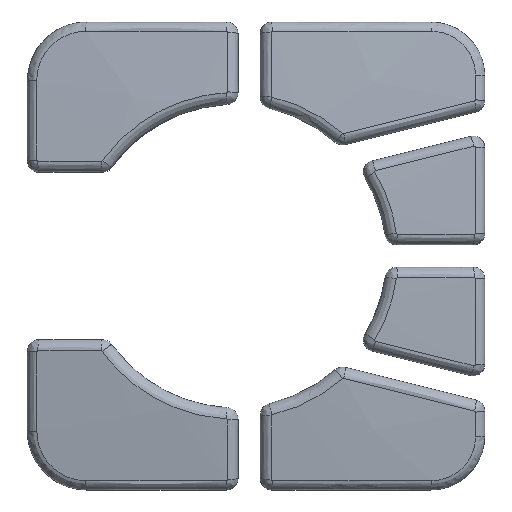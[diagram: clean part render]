
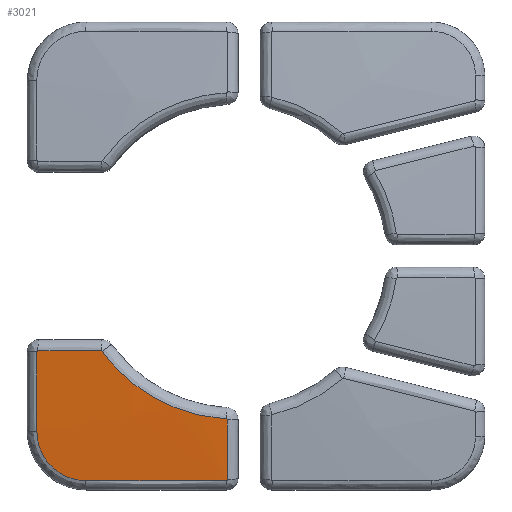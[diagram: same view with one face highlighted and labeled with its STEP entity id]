
A CAD part, top view. The second image highlights one B-rep face of the part: STEP entity #3021.
In plain terms, the highlighted spherical face has radius 375 mm.
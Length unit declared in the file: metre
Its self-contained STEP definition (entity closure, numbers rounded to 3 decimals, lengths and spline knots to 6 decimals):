
#128=SPHERICAL_SURFACE('',#3355,0.375);
#398=B_SPLINE_CURVE_WITH_KNOTS('',3,(#6084,#6085,#6086,#6087),
 .UNSPECIFIED.,.F.,.F.,(4,4),(0.,1.),.UNSPECIFIED.);
#399=B_SPLINE_CURVE_WITH_KNOTS('',3,(#6090,#6091,#6092,#6093),
 .UNSPECIFIED.,.F.,.F.,(4,4),(0.,1.),.UNSPECIFIED.);
#400=B_SPLINE_CURVE_WITH_KNOTS('',3,(#6095,#6096,#6097,#6098),
 .UNSPECIFIED.,.F.,.F.,(4,4),(0.,1.),.UNSPECIFIED.);
#401=B_SPLINE_CURVE_WITH_KNOTS('',3,(#6100,#6101,#6102,#6103),
 .UNSPECIFIED.,.F.,.F.,(4,4),(0.,1.),.UNSPECIFIED.);
#402=B_SPLINE_CURVE_WITH_KNOTS('',3,(#6105,#6106,#6107,#6108,#6109,#6110,
#6111),.UNSPECIFIED.,.F.,.F.,(4,1,1,1,4),(0.,0.25,0.5,0.75,1.),
 .UNSPECIFIED.);
#403=B_SPLINE_CURVE_WITH_KNOTS('',3,(#6113,#6114,#6115,#6116),
 .UNSPECIFIED.,.F.,.F.,(4,4),(0.,1.),.UNSPECIFIED.);
#404=B_SPLINE_CURVE_WITH_KNOTS('',3,(#6118,#6119,#6120,#6121),
 .UNSPECIFIED.,.F.,.F.,(4,4),(0.,1.),.UNSPECIFIED.);
#405=B_SPLINE_CURVE_WITH_KNOTS('',3,(#6123,#6124,#6125,#6126),
 .UNSPECIFIED.,.F.,.F.,(4,4),(0.,1.),.UNSPECIFIED.);
#406=B_SPLINE_CURVE_WITH_KNOTS('',3,(#6128,#6129,#6130,#6131),
 .UNSPECIFIED.,.F.,.F.,(4,4),(0.,1.),.UNSPECIFIED.);
#407=B_SPLINE_CURVE_WITH_KNOTS('',3,(#6133,#6134,#6135,#6136,#6137),
 .UNSPECIFIED.,.F.,.F.,(4,1,4),(0.,0.5,1.),.UNSPECIFIED.);
#1052=ORIENTED_EDGE('',*,*,#1622,.T.);
#1053=ORIENTED_EDGE('',*,*,#1623,.T.);
#1054=ORIENTED_EDGE('',*,*,#1624,.T.);
#1055=ORIENTED_EDGE('',*,*,#1625,.T.);
#1056=ORIENTED_EDGE('',*,*,#1626,.T.);
#1057=ORIENTED_EDGE('',*,*,#1627,.T.);
#1058=ORIENTED_EDGE('',*,*,#1628,.T.);
#1059=ORIENTED_EDGE('',*,*,#1629,.T.);
#1060=ORIENTED_EDGE('',*,*,#1630,.T.);
#1061=ORIENTED_EDGE('',*,*,#1631,.T.);
#1622=EDGE_CURVE('',#1932,#1933,#398,.T.);
#1623=EDGE_CURVE('',#1933,#1934,#399,.T.);
#1624=EDGE_CURVE('',#1934,#1935,#400,.T.);
#1625=EDGE_CURVE('',#1935,#1936,#401,.T.);
#1626=EDGE_CURVE('',#1936,#1937,#402,.T.);
#1627=EDGE_CURVE('',#1937,#1938,#403,.T.);
#1628=EDGE_CURVE('',#1938,#1939,#404,.T.);
#1629=EDGE_CURVE('',#1939,#1940,#405,.T.);
#1630=EDGE_CURVE('',#1940,#1941,#406,.T.);
#1631=EDGE_CURVE('',#1941,#1932,#407,.T.);
#1932=VERTEX_POINT('',#6088);
#1933=VERTEX_POINT('',#6089);
#1934=VERTEX_POINT('',#6094);
#1935=VERTEX_POINT('',#6099);
#1936=VERTEX_POINT('',#6104);
#1937=VERTEX_POINT('',#6112);
#1938=VERTEX_POINT('',#6117);
#1939=VERTEX_POINT('',#6122);
#1940=VERTEX_POINT('',#6127);
#1941=VERTEX_POINT('',#6132);
#2481=EDGE_LOOP('',(#1052,#1053,#1054,#1055,#1056,#1057,#1058,#1059,#1060,
#1061));
#2733=FACE_BOUND('',#2481,.T.);
#3021=ADVANCED_FACE('',(#2733),#128,.T.);
#3355=AXIS2_PLACEMENT_3D('',#6083,#3945,#3946);
#3945=DIRECTION('',(-1.,0.,0.));
#3946=DIRECTION('',(0.,0.,1.));
#6083=CARTESIAN_POINT('',(0.0381,-0.00334,-0.3364));
#6084=CARTESIAN_POINT('',(0.013064,-0.021319,0.037331));
#6085=CARTESIAN_POINT('',(0.013023,-0.021263,0.037331));
#6086=CARTESIAN_POINT('',(0.012969,-0.021235,0.037329));
#6087=CARTESIAN_POINT('',(0.0129,-0.021235,0.037324));
#6088=CARTESIAN_POINT('',(0.013064,-0.021319,0.037331));
#6089=CARTESIAN_POINT('',(0.0129,-0.021235,0.037324));
#6090=CARTESIAN_POINT('',(0.0129,-0.021235,0.037324));
#6091=CARTESIAN_POINT('',(0.008896,-0.021239,0.037054));
#6092=CARTESIAN_POINT('',(0.004895,-0.021239,0.03672));
#6093=CARTESIAN_POINT('',(0.000902,-0.021235,0.036321));
#6094=CARTESIAN_POINT('',(0.000902,-0.021235,0.036321));
#6095=CARTESIAN_POINT('',(0.000902,-0.021235,0.036321));
#6096=CARTESIAN_POINT('',(0.000791,-0.021235,0.03631));
#6097=CARTESIAN_POINT('',(0.000701,-0.021325,0.036297));
#6098=CARTESIAN_POINT('',(0.000701,-0.021437,0.036291));
#6099=CARTESIAN_POINT('',(0.000701,-0.021437,0.036291));
#6100=CARTESIAN_POINT('',(0.000701,-0.021437,0.036291));
#6101=CARTESIAN_POINT('',(0.000701,-0.02647,0.036047));
#6102=CARTESIAN_POINT('',(0.000701,-0.031498,0.035701));
#6103=CARTESIAN_POINT('',(0.000701,-0.036517,0.035252));
#6104=CARTESIAN_POINT('',(0.000701,-0.036517,0.035252));
#6105=CARTESIAN_POINT('',(0.000701,-0.036517,0.035252));
#6106=CARTESIAN_POINT('',(0.000701,-0.037745,0.035143));
#6107=CARTESIAN_POINT('',(0.001185,-0.040146,0.034965));
#6108=CARTESIAN_POINT('',(0.003237,-0.043229,0.034845));
#6109=CARTESIAN_POINT('',(0.006328,-0.045285,0.034896));
#6110=CARTESIAN_POINT('',(0.008723,-0.045766,0.035034));
#6111=CARTESIAN_POINT('',(0.00995,-0.045766,0.035127));
#6112=CARTESIAN_POINT('',(0.00995,-0.045766,0.035127));
#6113=CARTESIAN_POINT('',(0.00995,-0.045766,0.035127));
#6114=CARTESIAN_POINT('',(0.01876,-0.045766,0.035795));
#6115=CARTESIAN_POINT('',(0.027615,-0.045766,0.03615));
#6116=CARTESIAN_POINT('',(0.036491,-0.045766,0.036189));
#6117=CARTESIAN_POINT('',(0.036491,-0.045766,0.036189));
#6118=CARTESIAN_POINT('',(0.036491,-0.045766,0.036189));
#6119=CARTESIAN_POINT('',(0.036602,-0.045766,0.036189));
#6120=CARTESIAN_POINT('',(0.036692,-0.045677,0.0362));
#6121=CARTESIAN_POINT('',(0.036692,-0.045565,0.036212));
#6122=CARTESIAN_POINT('',(0.036692,-0.045565,0.036212));
#6123=CARTESIAN_POINT('',(0.036692,-0.045565,0.036212));
#6124=CARTESIAN_POINT('',(0.036692,-0.041824,0.036636));
#6125=CARTESIAN_POINT('',(0.036692,-0.038075,0.037004));
#6126=CARTESIAN_POINT('',(0.036692,-0.034323,0.037315));
#6127=CARTESIAN_POINT('',(0.036692,-0.034323,0.037315));
#6128=CARTESIAN_POINT('',(0.036692,-0.034323,0.037315));
#6129=CARTESIAN_POINT('',(0.036692,-0.034216,0.037324));
#6130=CARTESIAN_POINT('',(0.036609,-0.034127,0.037331));
#6131=CARTESIAN_POINT('',(0.036502,-0.034122,0.037331));
#6132=CARTESIAN_POINT('',(0.036502,-0.034122,0.037331));
#6133=CARTESIAN_POINT('',(0.036502,-0.034122,0.037331));
#6134=CARTESIAN_POINT('',(0.031903,-0.033883,0.037331));
#6135=CARTESIAN_POINT('',(0.022822,-0.031311,0.037331));
#6136=CARTESIAN_POINT('',(0.015749,-0.025058,0.037331));
#6137=CARTESIAN_POINT('',(0.013064,-0.021319,0.037331));
